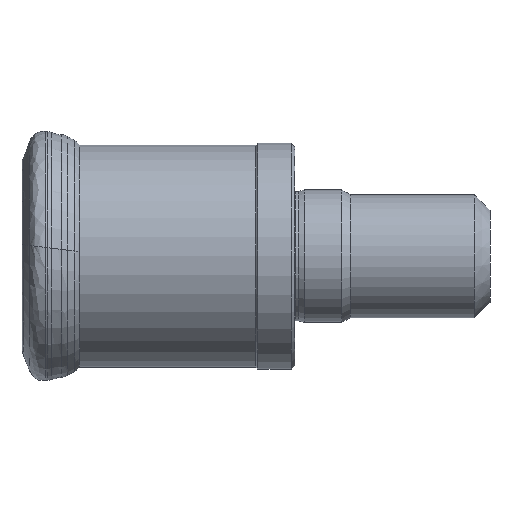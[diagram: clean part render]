
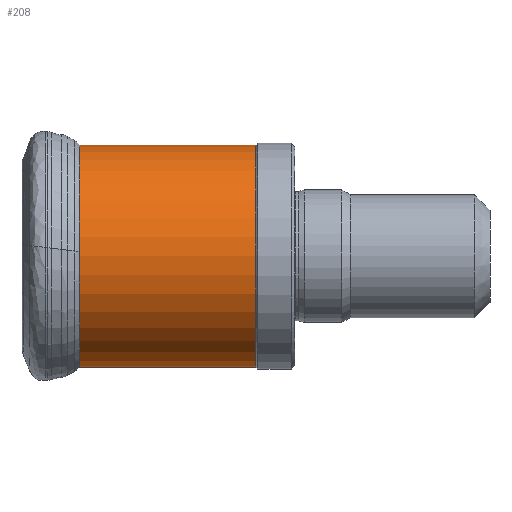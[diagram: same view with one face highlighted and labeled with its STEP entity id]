
A CAD part, front view. The second image highlights one B-rep face of the part: STEP entity #208.
In plain terms, the highlighted cylindrical face has radius 14.25 mm (diameter 28.5 mm), a full revolution.
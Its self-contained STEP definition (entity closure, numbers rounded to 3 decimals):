
#48=CYLINDRICAL_SURFACE('',#1033,14.25);
#82=FACE_BOUND('',#390,.T.);
#83=FACE_BOUND('',#391,.T.);
#208=ADVANCED_FACE('',(#82,#83),#48,.T.);
#390=EDGE_LOOP('',(#624));
#391=EDGE_LOOP('',(#625));
#624=ORIENTED_EDGE('',*,*,#816,.F.);
#625=ORIENTED_EDGE('',*,*,#817,.T.);
#699=VERTEX_POINT('',#2510);
#700=VERTEX_POINT('',#2513);
#816=EDGE_CURVE('',#699,#699,#915,.T.);
#817=EDGE_CURVE('',#700,#700,#916,.T.);
#915=CIRCLE('',#1030,14.25);
#916=CIRCLE('',#1032,14.25);
#1030=AXIS2_PLACEMENT_3D('',#2509,#1273,#1274);
#1032=AXIS2_PLACEMENT_3D('',#2512,#1277,#1278);
#1033=AXIS2_PLACEMENT_3D('',#2514,#1279,#1280);
#1273=DIRECTION('',(-1.,0.,0.));
#1274=DIRECTION('',(0.,0.,1.));
#1277=DIRECTION('',(-1.,0.,0.));
#1278=DIRECTION('',(0.,0.,1.));
#1279=DIRECTION('',(-1.,0.,0.));
#1280=DIRECTION('',(0.,0.,1.));
#2509=CARTESIAN_POINT('',(6.137,0.,0.));
#2510=CARTESIAN_POINT('',(6.137,0.,14.25));
#2512=CARTESIAN_POINT('',(30.,0.,0.));
#2513=CARTESIAN_POINT('',(30.,0.,14.25));
#2514=CARTESIAN_POINT('',(0.,0.,0.));
